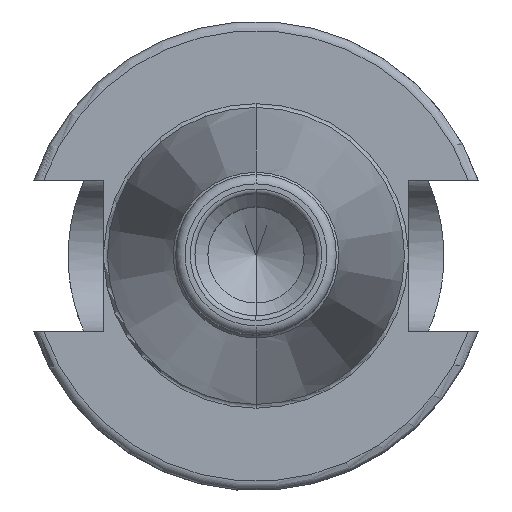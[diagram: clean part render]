
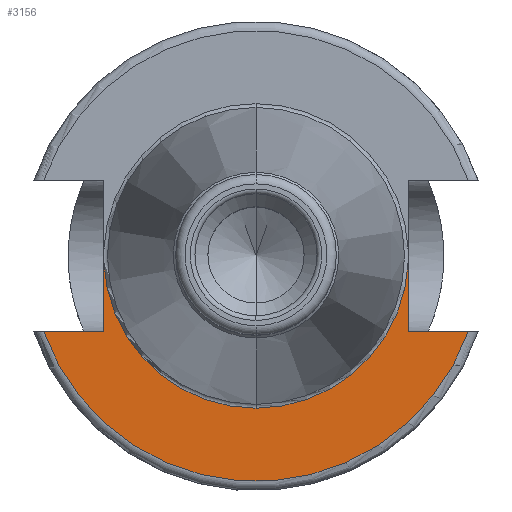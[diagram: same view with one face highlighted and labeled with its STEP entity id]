
A CAD part, top view. The second image highlights one B-rep face of the part: STEP entity #3156.
In plain terms, the highlighted planar face has unit normal (0, 0, 1).
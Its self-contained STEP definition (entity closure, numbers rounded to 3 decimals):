
#943=DIRECTION('',(1,0,0));
#944=VECTOR('',#943,6.41);
#945=CARTESIAN_POINT('',(-22.61,-8.05,8));
#946=LINE('',#945,#944);
#947=DIRECTION('',(0,1,0));
#948=VECTOR('',#947,7.315);
#949=CARTESIAN_POINT('',(-16.2,-8.05,8));
#950=LINE('',#949,#948);
#951=DIRECTION('',(0,-1,0));
#952=VECTOR('',#951,7.315);
#953=CARTESIAN_POINT('',(16.2,-0.735,8));
#954=LINE('',#953,#952);
#955=DIRECTION('',(-1,0,0));
#956=VECTOR('',#955,6.41);
#957=CARTESIAN_POINT('',(22.61,-8.05,8));
#958=LINE('',#957,#956);
#996=CARTESIAN_POINT('',(0,0,8));
#997=DIRECTION('',(0,0,1));
#998=DIRECTION('',(-0.999,-0.045,0));
#999=AXIS2_PLACEMENT_3D('',#996,#997,#998);
#1007=CARTESIAN_POINT('',(0,0,8));
#1008=DIRECTION('',(0,0,-1));
#1009=DIRECTION('',(0.999,-0.045,0));
#1010=AXIS2_PLACEMENT_3D('',#1007,#1008,#1009);
#1378=CARTESIAN_POINT('',(0,0,8));
#1379=DIRECTION('',(0,0,1));
#1380=DIRECTION('',(-0.942,-0.335,0));
#1381=AXIS2_PLACEMENT_3D('',#1378,#1379,#1380);
#1731=CARTESIAN_POINT('',(0,-16.217,8));
#1733=VERTEX_POINT('',#1731);
#1785=CARTESIAN_POINT('',(-22.61,-8.05,8));
#1786=CARTESIAN_POINT('',(-16.2,-8.05,8));
#1787=VERTEX_POINT('',#1785);
#1788=VERTEX_POINT('',#1786);
#1789=CARTESIAN_POINT('',(-16.2,-0.735,8));
#1790=VERTEX_POINT('',#1789);
#1801=CARTESIAN_POINT('',(16.2,-0.735,8));
#1802=CARTESIAN_POINT('',(16.2,-8.05,8));
#1803=VERTEX_POINT('',#1801);
#1804=VERTEX_POINT('',#1802);
#1805=CARTESIAN_POINT('',(22.61,-8.05,8));
#1806=VERTEX_POINT('',#1805);
#3139=CARTESIAN_POINT('',(0,0,8));
#3140=DIRECTION('',(0,0,-1));
#3141=DIRECTION('',(0,-1,0));
#3142=AXIS2_PLACEMENT_3D('',#3139,#3140,#3141);
#3143=PLANE('',#3142);
#3144=ORIENTED_EDGE('',*,*,#2966,.T.);
#3145=ORIENTED_EDGE('',*,*,#3043,.T.);
#3147=ORIENTED_EDGE('',*,*,#3146,.T.);
#3149=ORIENTED_EDGE('',*,*,#3148,.F.);
#3150=ORIENTED_EDGE('',*,*,#2889,.T.);
#3151=ORIENTED_EDGE('',*,*,#2874,.F.);
#3153=ORIENTED_EDGE('',*,*,#3152,.F.);
#3154=EDGE_LOOP('',(#3144,#3145,#3147,#3149,#3150,#3151,#3153));
#3155=FACE_OUTER_BOUND('',#3154,.F.);
#3156=ADVANCED_FACE('',(#3155),#3143,.F.);
#1000=CIRCLE('',#999,16.217);
#1011=CIRCLE('',#1010,16.217);
#1382=CIRCLE('',#1381,24);
#2874=EDGE_CURVE('',#1806,#1804,#958,.T.);
#2889=EDGE_CURVE('',#1803,#1804,#954,.T.);
#2966=EDGE_CURVE('',#1787,#1788,#946,.T.);
#3043=EDGE_CURVE('',#1788,#1790,#950,.T.);
#3146=EDGE_CURVE('',#1790,#1733,#1000,.T.);
#3148=EDGE_CURVE('',#1803,#1733,#1011,.T.);
#3152=EDGE_CURVE('',#1787,#1806,#1382,.T.);
